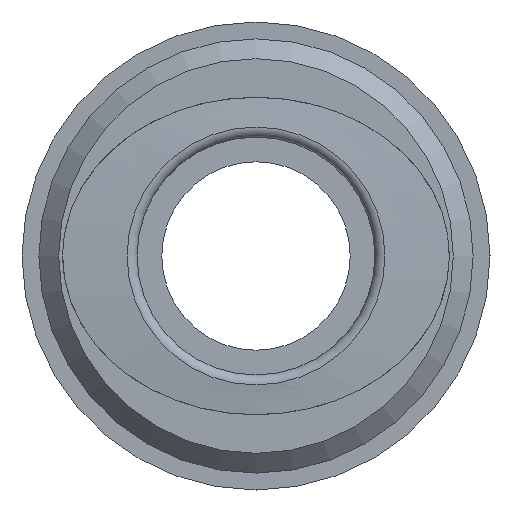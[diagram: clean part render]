
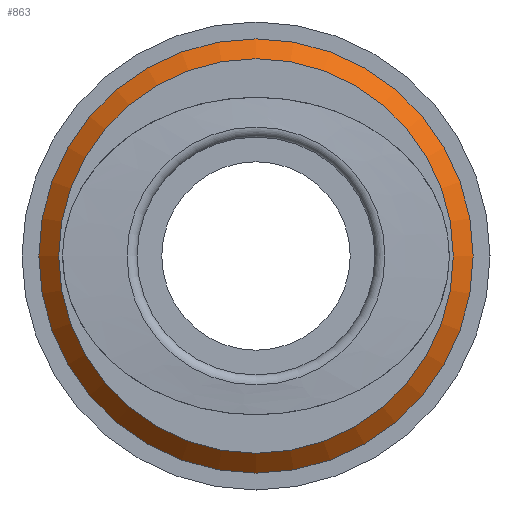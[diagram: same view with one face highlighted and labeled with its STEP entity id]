
A CAD part, front view. The second image highlights one B-rep face of the part: STEP entity #863.
In plain terms, the highlighted conical face has half-angle 45 degrees and reference radius 10.45 mm.
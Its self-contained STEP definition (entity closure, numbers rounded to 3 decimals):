
#829=CARTESIAN_POINT('',(-9.95,-31.75,0.0));
#830=VERTEX_POINT('',#829);
#831=CARTESIAN_POINT('',(0.,-31.75,0.0));
#832=DIRECTION('',(0.,1.0,0.0));
#833=DIRECTION('',(-1.0,0.,0.0));
#834=AXIS2_PLACEMENT_3D('',#831,#832,#833);
#835=CIRCLE('',#834,9.95);
#836=EDGE_CURVE('',#830,#830,#835,.T.);
#844=CARTESIAN_POINT('',(0.,-31.25,0.0));
#845=DIRECTION('',(0.,1.0,0.0));
#846=DIRECTION('',(-1.0,0.,0.0));
#847=AXIS2_PLACEMENT_3D('',#844,#845,#846);
#848=CONICAL_SURFACE('',#847,10.45,45.);
#849=CARTESIAN_POINT('',(-10.95,-30.75,0.0));
#850=VERTEX_POINT('',#849);
#851=CARTESIAN_POINT('',(0.,-30.75,0.0));
#852=DIRECTION('',(0.,1.0,0.0));
#853=DIRECTION('',(-1.0,0.,0.0));
#854=AXIS2_PLACEMENT_3D('',#851,#852,#853);
#855=CIRCLE('',#854,10.95);
#856=EDGE_CURVE('',#850,#850,#855,.T.);
#857=ORIENTED_EDGE('',*,*,#856,.F.);
#858=EDGE_LOOP('',(#857));
#859=FACE_OUTER_BOUND('',#858,.T.);
#860=ORIENTED_EDGE('',*,*,#836,.T.);
#861=EDGE_LOOP('',(#860));
#862=FACE_BOUND('',#861,.T.);
#863=ADVANCED_FACE('',(#859,#862),#848,.T.);
